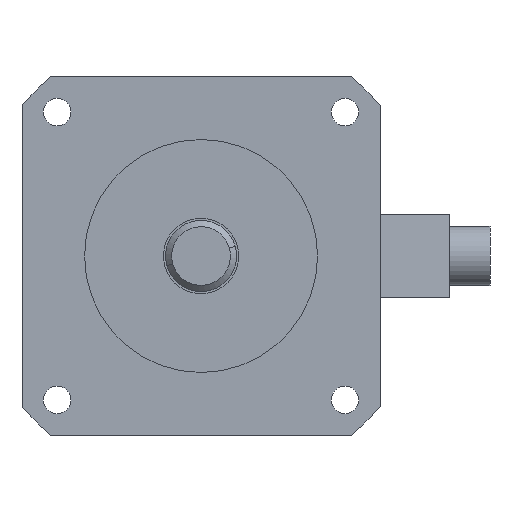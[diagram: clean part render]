
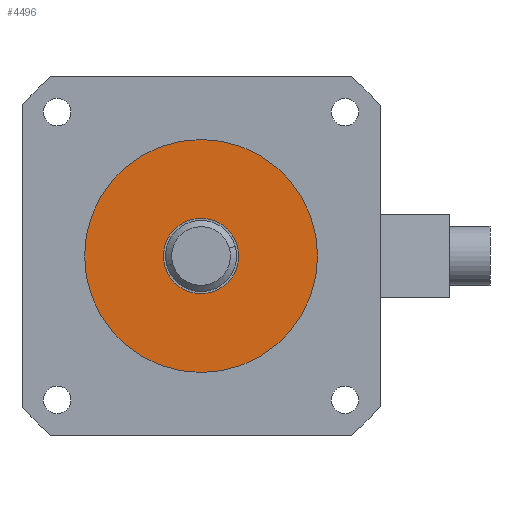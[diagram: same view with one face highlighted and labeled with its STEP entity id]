
A CAD part, left-side view. The second image highlights one B-rep face of the part: STEP entity #4496.
In plain terms, the highlighted planar face has unit normal (-1, 0, 0).
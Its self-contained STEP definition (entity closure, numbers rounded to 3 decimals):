
#42 = VERTEX_POINT ( 'NONE', #853 ) ;
#316 = VERTEX_POINT ( 'NONE', #2460 ) ;
#491 = EDGE_CURVE ( 'NONE', #4630, #4435, #3431, .T. ) ;
#522 = EDGE_CURVE ( 'NONE', #4435, #4630, #3541, .T. ) ;
#661 = EDGE_LOOP ( 'NONE', ( #4577, #4681 ) ) ;
#853 = CARTESIAN_POINT ( 'NONE',  ( -3., 57.25, 0. ) ) ;
#1324 = CIRCLE ( 'NONE', #1325, 57.25 ) ;
#1325 = AXIS2_PLACEMENT_3D ( 'NONE', #1326, #1330, #1331 ) ;
#1326 = CARTESIAN_POINT ( 'NONE',  ( -3., 0., 0. ) ) ;
#1330 = DIRECTION ( 'NONE',  ( -1., 0., 0. ) ) ;
#1331 = DIRECTION ( 'NONE',  ( 0., -1., 0. ) ) ;
#2460 = CARTESIAN_POINT ( 'NONE',  ( -3., -57.25, 0. ) ) ;
#2653 = CARTESIAN_POINT ( 'NONE',  ( -3., -17.5, 0. ) ) ;
#3048 = FACE_BOUND ( 'NONE', #661, .T. ) ;
#3049 = FACE_OUTER_BOUND ( 'NONE', #4302, .T. ) ;
#3050 = PLANE ( 'NONE',  #3051 ) ;
#3051 = AXIS2_PLACEMENT_3D ( 'NONE', #3052, #3053, #3054 ) ;
#3052 = CARTESIAN_POINT ( 'NONE',  ( -3., 17.5, 0. ) ) ;
#3053 = DIRECTION ( 'NONE',  ( 1., 0., 0. ) ) ;
#3054 = DIRECTION ( 'NONE',  ( 0., 1., 0. ) ) ;
#3074 = CIRCLE ( 'NONE', #3075, 57.25 ) ;
#3075 = AXIS2_PLACEMENT_3D ( 'NONE', #3076, #3077, #3078 ) ;
#3076 = CARTESIAN_POINT ( 'NONE',  ( -3., 0., 0. ) ) ;
#3077 = DIRECTION ( 'NONE',  ( -1., 0., 0. ) ) ;
#3078 = DIRECTION ( 'NONE',  ( 0., -1., 0. ) ) ;
#3431 = CIRCLE ( 'NONE', #3432, 17.5 ) ;
#3432 = AXIS2_PLACEMENT_3D ( 'NONE', #3433, #3434, #3435 ) ;
#3433 = CARTESIAN_POINT ( 'NONE',  ( -3., 0., 0. ) ) ;
#3434 = DIRECTION ( 'NONE',  ( -1., 0., 0. ) ) ;
#3435 = DIRECTION ( 'NONE',  ( 0., -1., 0. ) ) ;
#3541 = CIRCLE ( 'NONE', #3542, 17.5 ) ;
#3542 = AXIS2_PLACEMENT_3D ( 'NONE', #3543, #3544, #3545 ) ;
#3543 = CARTESIAN_POINT ( 'NONE',  ( -3., 0., 0. ) ) ;
#3544 = DIRECTION ( 'NONE',  ( -1., 0., 0. ) ) ;
#3545 = DIRECTION ( 'NONE',  ( 0., -1., 0. ) ) ;
#3575 = CARTESIAN_POINT ( 'NONE',  ( -3., 17.5, 0. ) ) ;
#4233 = ORIENTED_EDGE ( 'NONE', *, *, #4256, .T. ) ;
#4256 = EDGE_CURVE ( 'NONE', #42, #316, #1324, .T. ) ;
#4302 = EDGE_LOOP ( 'NONE', ( #4732, #4233 ) ) ;
#4435 = VERTEX_POINT ( 'NONE', #2653 ) ;
#4496 = ADVANCED_FACE ( 'NONE', ( #3048, #3049 ), #3050, .F. ) ;
#4499 = EDGE_CURVE ( 'NONE', #316, #42, #3074, .T. ) ;
#4577 = ORIENTED_EDGE ( 'NONE', *, *, #522, .F. ) ;
#4630 = VERTEX_POINT ( 'NONE', #3575 ) ;
#4681 = ORIENTED_EDGE ( 'NONE', *, *, #491, .F. ) ;
#4732 = ORIENTED_EDGE ( 'NONE', *, *, #4499, .T. ) ;
